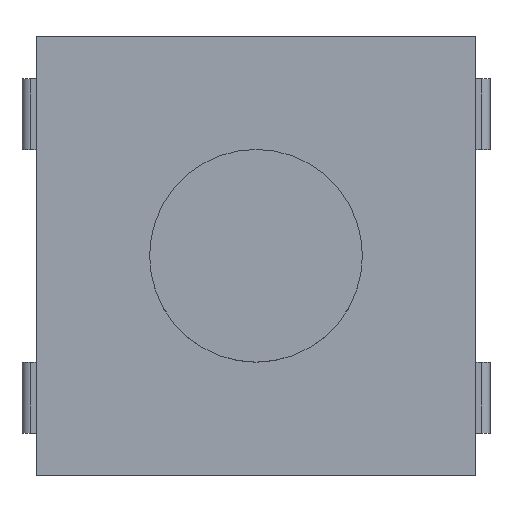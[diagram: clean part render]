
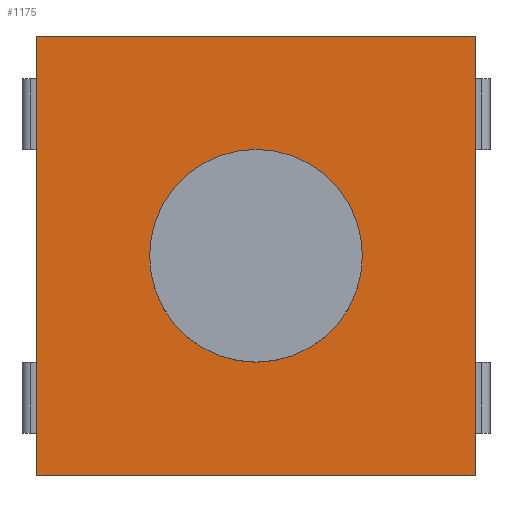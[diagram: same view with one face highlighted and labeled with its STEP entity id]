
A CAD part, top view. The second image highlights one B-rep face of the part: STEP entity #1175.
In plain terms, the highlighted planar face has unit normal (0, 0, 1).
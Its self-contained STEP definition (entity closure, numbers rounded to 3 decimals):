
#79=LINE('',#1805,#216);
#82=LINE('',#1810,#219);
#83=LINE('',#1813,#220);
#85=LINE('',#1816,#222);
#216=VECTOR('',#1464,10.);
#219=VECTOR('',#1469,10.);
#220=VECTOR('',#1472,10.);
#222=VECTOR('',#1476,10.);
#344=FACE_OUTER_BOUND('',#413,.T.);
#413=EDGE_LOOP('',(#895,#896,#897,#898));
#522=VERTEX_POINT('',#1802);
#523=VERTEX_POINT('',#1804);
#524=VERTEX_POINT('',#1808);
#525=VERTEX_POINT('',#1812);
#654=EDGE_CURVE('',#523,#522,#79,.T.);
#657=EDGE_CURVE('',#522,#524,#82,.T.);
#658=EDGE_CURVE('',#525,#523,#83,.T.);
#660=EDGE_CURVE('',#524,#525,#85,.T.);
#895=ORIENTED_EDGE('',*,*,#657,.T.);
#896=ORIENTED_EDGE('',*,*,#660,.T.);
#897=ORIENTED_EDGE('',*,*,#658,.T.);
#898=ORIENTED_EDGE('',*,*,#654,.T.);
#1114=PLANE('',#1277);
#1175=ADVANCED_FACE('',(#344),#1114,.T.);
#1277=AXIS2_PLACEMENT_3D('',#1817,#1477,#1478);
#1464=DIRECTION('',(1.,0.,0.));
#1469=DIRECTION('',(0.,1.,0.));
#1472=DIRECTION('',(0.,-1.,0.));
#1476=DIRECTION('',(-1.,0.,0.));
#1477=DIRECTION('center_axis',(0.,0.,1.));
#1478=DIRECTION('ref_axis',(1.,0.,0.));
#1802=CARTESIAN_POINT('',(3.1,-3.1,2.9));
#1804=CARTESIAN_POINT('',(-3.1,-3.1,2.9));
#1805=CARTESIAN_POINT('',(-3.1,-3.1,2.9));
#1808=CARTESIAN_POINT('',(3.1,3.1,2.9));
#1810=CARTESIAN_POINT('',(3.1,-3.1,2.9));
#1812=CARTESIAN_POINT('',(-3.1,3.1,2.9));
#1813=CARTESIAN_POINT('',(-3.1,3.1,2.9));
#1816=CARTESIAN_POINT('',(3.1,3.1,2.9));
#1817=CARTESIAN_POINT('Origin',(0.,0.,2.9));
